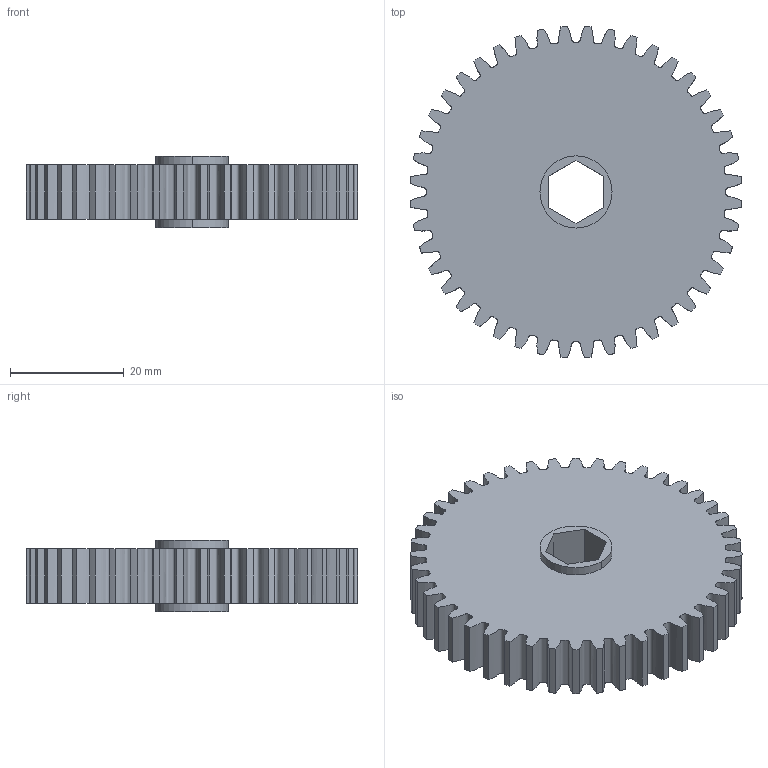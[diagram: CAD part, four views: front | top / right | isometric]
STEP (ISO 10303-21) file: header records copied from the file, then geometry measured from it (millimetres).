
FILE_DESCRIPTION (( 'STEP AP214' ), '1' );
FILE_NAME ('217-5457-001 Rev1.step', '2016-08-25T21:10:08', ( '' ), ( '' ), 'SwSTEP 2.0', 'SolidWorks 2015', '' );
FILE_SCHEMA (( 'AUTOMOTIVE_DESIGN' ));
Length unit declared in the file: millimetre
Products named in the file (1): 217-5457-001 Rev1
Bounding box: 58.34 x 58.34 x 12.6 mm (x, y, z)
Volume: 23355.6 mm3; surface area: 8642.6 mm2
Topology: 1 solids, 1 shells, 102 faces, 294 edges, 196 vertices
Faces by surface type: cylinder 48, bspline 44, plane 10
Entity records: 16876 total; most frequent: CARTESIAN_POINT 14365, ORIENTED_EDGE 588, DIRECTION 420, EDGE_CURVE 294, VERTEX_POINT 196, AXIS2_PLACEMENT_3D 155, LINE 110, VECTOR 110
